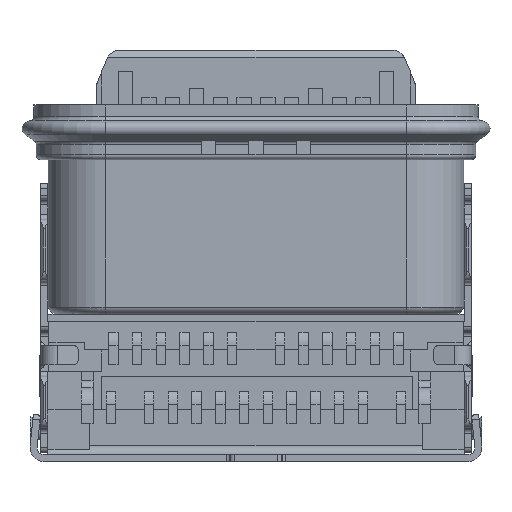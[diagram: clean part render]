
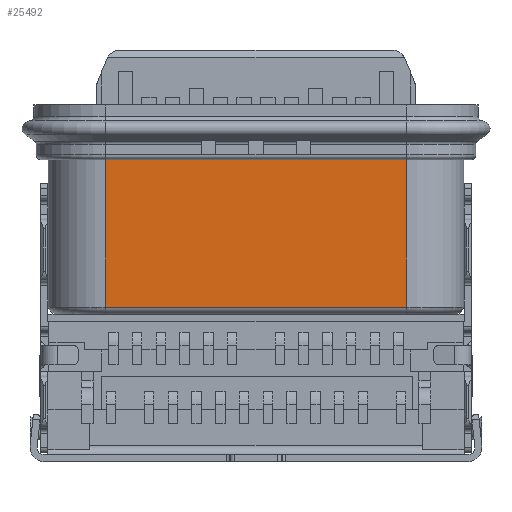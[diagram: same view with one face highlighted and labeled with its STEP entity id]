
A CAD part, front view. The second image highlights one B-rep face of the part: STEP entity #25492.
In plain terms, the highlighted planar face has unit normal (0, -1, 0).
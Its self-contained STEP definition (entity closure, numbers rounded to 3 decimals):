
#9531=DIRECTION('',(1.,0.,0.));
#9532=VECTOR('',#9531,6.34);
#9533=CARTESIAN_POINT('',(-3.17,-1.48,-1.151));
#9534=LINE('',#9533,#9532);
#9535=DIRECTION('',(-1.,0.,0.));
#9536=VECTOR('',#9535,6.34);
#9537=CARTESIAN_POINT('',(3.17,-1.48,-4.25));
#9538=LINE('',#9537,#9536);
#9539=DIRECTION('',(0.,0.,-1.));
#9540=VECTOR('',#9539,3.099);
#9541=CARTESIAN_POINT('',(-3.17,-1.48,-1.151));
#9542=LINE('',#9541,#9540);
#9553=DIRECTION('',(0.,0.,-1.));
#9554=VECTOR('',#9553,3.099);
#9555=CARTESIAN_POINT('',(3.17,-1.48,-1.151));
#9556=LINE('',#9555,#9554);
#10491=CARTESIAN_POINT('',(3.17,-1.48,-4.25));
#10492=CARTESIAN_POINT('',(-3.17,-1.48,-4.25));
#10493=VERTEX_POINT('',#10491);
#10494=VERTEX_POINT('',#10492);
#10651=CARTESIAN_POINT('',(-3.17,-1.48,-1.151));
#10652=CARTESIAN_POINT('',(3.17,-1.48,-1.151));
#10653=VERTEX_POINT('',#10651);
#10654=VERTEX_POINT('',#10652);
#25480=CARTESIAN_POINT('',(-3.17,-1.48,0.));
#25481=DIRECTION('',(0.,-1.,0.));
#25482=DIRECTION('',(1.,0.,0.));
#25483=AXIS2_PLACEMENT_3D('',#25480,#25481,#25482);
#25484=PLANE('',#25483);
#25485=ORIENTED_EDGE('',*,*,#19673,.T.);
#25487=ORIENTED_EDGE('',*,*,#25486,.T.);
#25488=ORIENTED_EDGE('',*,*,#19558,.T.);
#25489=ORIENTED_EDGE('',*,*,#25473,.F.);
#25490=EDGE_LOOP('',(#25485,#25487,#25488,#25489));
#25491=FACE_OUTER_BOUND('',#25490,.F.);
#19558=EDGE_CURVE('',#10493,#10494,#9538,.T.);
#19673=EDGE_CURVE('',#10653,#10654,#9534,.T.);
#25473=EDGE_CURVE('',#10653,#10494,#9542,.T.);
#25486=EDGE_CURVE('',#10654,#10493,#9556,.T.);
#25492=ADVANCED_FACE('',(#25491),#25484,.T.);
